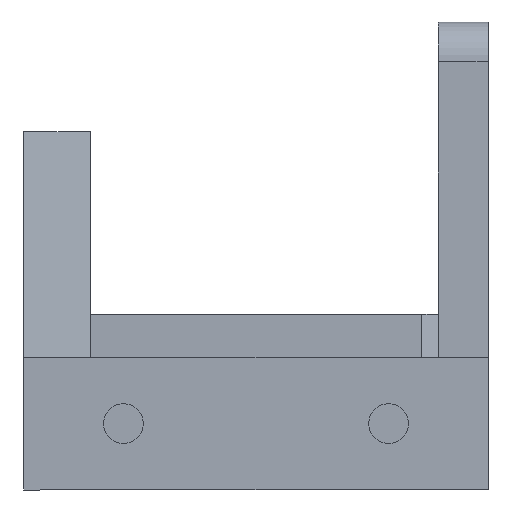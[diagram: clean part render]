
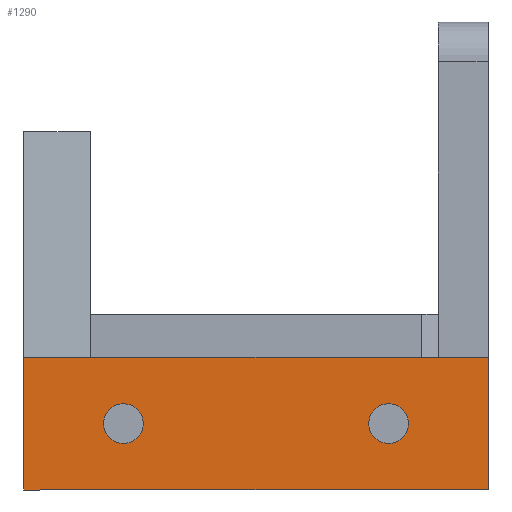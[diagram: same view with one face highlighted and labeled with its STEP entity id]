
A CAD part, left-side view. The second image highlights one B-rep face of the part: STEP entity #1290.
In plain terms, the highlighted planar face has unit normal (-1, 0, 0).
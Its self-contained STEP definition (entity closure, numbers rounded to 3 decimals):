
#44 = PLANE('',#45);
#45 = AXIS2_PLACEMENT_3D('',#46,#47,#48);
#46 = CARTESIAN_POINT('',(-65.,-35.,0.));
#47 = DIRECTION('',(0.,1.,0.));
#48 = DIRECTION('',(0.,0.,1.));
#72 = PLANE('',#73);
#73 = AXIS2_PLACEMENT_3D('',#74,#75,#76);
#74 = CARTESIAN_POINT('',(-30.,35.,20.));
#75 = DIRECTION('',(0.,0.,-1.));
#76 = DIRECTION('',(-1.,0.,0.));
#429 = VERTEX_POINT('',#430);
#430 = CARTESIAN_POINT('',(-65.,-35.,0.));
#444 = PLANE('',#445);
#445 = AXIS2_PLACEMENT_3D('',#446,#447,#448);
#446 = CARTESIAN_POINT('',(-65.,35.,0.));
#447 = DIRECTION('',(0.,0.,1.));
#448 = DIRECTION('',(1.,0.,0.));
#456 = EDGE_CURVE('',#457,#429,#459,.T.);
#457 = VERTEX_POINT('',#458);
#458 = CARTESIAN_POINT('',(-65.,-35.,20.));
#459 = SURFACE_CURVE('',#460,(#464,#471),.PCURVE_S1.);
#460 = LINE('',#461,#462);
#461 = CARTESIAN_POINT('',(-65.,-35.,20.));
#462 = VECTOR('',#463,1.);
#463 = DIRECTION('',(0.,0.,-1.));
#464 = PCURVE('',#44,#465);
#465 = DEFINITIONAL_REPRESENTATION('',(#466),#470);
#466 = LINE('',#467,#468);
#467 = CARTESIAN_POINT('',(20.,0.));
#468 = VECTOR('',#469,1.);
#469 = DIRECTION('',(-1.,0.));
#470 = ( GEOMETRIC_REPRESENTATION_CONTEXT(2) 
PARAMETRIC_REPRESENTATION_CONTEXT() REPRESENTATION_CONTEXT('2D SPACE',''
  ) );
#471 = PCURVE('',#472,#477);
#472 = PLANE('',#473);
#473 = AXIS2_PLACEMENT_3D('',#474,#475,#476);
#474 = CARTESIAN_POINT('',(-65.,35.,20.));
#475 = DIRECTION('',(1.,0.,0.));
#476 = DIRECTION('',(0.,0.,-1.));
#477 = DEFINITIONAL_REPRESENTATION('',(#478),#482);
#478 = LINE('',#479,#480);
#479 = CARTESIAN_POINT('',(0.,-70.));
#480 = VECTOR('',#481,1.);
#481 = DIRECTION('',(1.,0.));
#482 = ( GEOMETRIC_REPRESENTATION_CONTEXT(2) 
PARAMETRIC_REPRESENTATION_CONTEXT() REPRESENTATION_CONTEXT('2D SPACE',''
  ) );
#819 = EDGE_CURVE('',#820,#457,#822,.T.);
#820 = VERTEX_POINT('',#821);
#821 = CARTESIAN_POINT('',(-65.,35.,20.));
#822 = SURFACE_CURVE('',#823,(#827,#834),.PCURVE_S1.);
#823 = LINE('',#824,#825);
#824 = CARTESIAN_POINT('',(-65.,35.,20.));
#825 = VECTOR('',#826,1.);
#826 = DIRECTION('',(0.,-1.,0.));
#827 = PCURVE('',#72,#828);
#828 = DEFINITIONAL_REPRESENTATION('',(#829),#833);
#829 = LINE('',#830,#831);
#830 = CARTESIAN_POINT('',(35.,0.));
#831 = VECTOR('',#832,1.);
#832 = DIRECTION('',(0.,-1.));
#833 = ( GEOMETRIC_REPRESENTATION_CONTEXT(2) 
PARAMETRIC_REPRESENTATION_CONTEXT() REPRESENTATION_CONTEXT('2D SPACE',''
  ) );
#834 = PCURVE('',#472,#835);
#835 = DEFINITIONAL_REPRESENTATION('',(#836),#840);
#836 = LINE('',#837,#838);
#837 = CARTESIAN_POINT('',(0.,0.));
#838 = VECTOR('',#839,1.);
#839 = DIRECTION('',(0.,-1.));
#840 = ( GEOMETRIC_REPRESENTATION_CONTEXT(2) 
PARAMETRIC_REPRESENTATION_CONTEXT() REPRESENTATION_CONTEXT('2D SPACE',''
  ) );
#858 = PLANE('',#859);
#859 = AXIS2_PLACEMENT_3D('',#860,#861,#862);
#860 = CARTESIAN_POINT('',(-65.,35.,0.));
#861 = DIRECTION('',(0.,1.,0.));
#862 = DIRECTION('',(0.,0.,1.));
#1290 = ADVANCED_FACE('',(#1291,#1322,#1353),#472,.F.);
#1291 = FACE_BOUND('',#1292,.F.);
#1292 = EDGE_LOOP('',(#1293));
#1293 = ORIENTED_EDGE('',*,*,#1294,.F.);
#1294 = EDGE_CURVE('',#1295,#1295,#1297,.T.);
#1295 = VERTEX_POINT('',#1296);
#1296 = CARTESIAN_POINT('',(-65.,-20.,13.));
#1297 = SURFACE_CURVE('',#1298,(#1303,#1310),.PCURVE_S1.);
#1298 = CIRCLE('',#1299,3.);
#1299 = AXIS2_PLACEMENT_3D('',#1300,#1301,#1302);
#1300 = CARTESIAN_POINT('',(-65.,-20.,10.));
#1301 = DIRECTION('',(1.,0.,0.));
#1302 = DIRECTION('',(0.,0.,1.));
#1303 = PCURVE('',#472,#1304);
#1304 = DEFINITIONAL_REPRESENTATION('',(#1305),#1309);
#1305 = CIRCLE('',#1306,3.);
#1306 = AXIS2_PLACEMENT_2D('',#1307,#1308);
#1307 = CARTESIAN_POINT('',(10.,-55.));
#1308 = DIRECTION('',(-1.,0.));
#1309 = ( GEOMETRIC_REPRESENTATION_CONTEXT(2) 
PARAMETRIC_REPRESENTATION_CONTEXT() REPRESENTATION_CONTEXT('2D SPACE',''
  ) );
#1310 = PCURVE('',#1311,#1316);
#1311 = CYLINDRICAL_SURFACE('',#1312,3.);
#1312 = AXIS2_PLACEMENT_3D('',#1313,#1314,#1315);
#1313 = CARTESIAN_POINT('',(-65.,-20.,10.));
#1314 = DIRECTION('',(-1.,0.,0.));
#1315 = DIRECTION('',(0.,0.,1.));
#1316 = DEFINITIONAL_REPRESENTATION('',(#1317),#1321);
#1317 = LINE('',#1318,#1319);
#1318 = CARTESIAN_POINT('',(-0.,0.));
#1319 = VECTOR('',#1320,1.);
#1320 = DIRECTION('',(-1.,0.));
#1321 = ( GEOMETRIC_REPRESENTATION_CONTEXT(2) 
PARAMETRIC_REPRESENTATION_CONTEXT() REPRESENTATION_CONTEXT('2D SPACE',''
  ) );
#1322 = FACE_BOUND('',#1323,.F.);
#1323 = EDGE_LOOP('',(#1324));
#1324 = ORIENTED_EDGE('',*,*,#1325,.F.);
#1325 = EDGE_CURVE('',#1326,#1326,#1328,.T.);
#1326 = VERTEX_POINT('',#1327);
#1327 = CARTESIAN_POINT('',(-65.,20.,13.));
#1328 = SURFACE_CURVE('',#1329,(#1334,#1341),.PCURVE_S1.);
#1329 = CIRCLE('',#1330,3.);
#1330 = AXIS2_PLACEMENT_3D('',#1331,#1332,#1333);
#1331 = CARTESIAN_POINT('',(-65.,20.,10.));
#1332 = DIRECTION('',(1.,0.,0.));
#1333 = DIRECTION('',(0.,0.,1.));
#1334 = PCURVE('',#472,#1335);
#1335 = DEFINITIONAL_REPRESENTATION('',(#1336),#1340);
#1336 = CIRCLE('',#1337,3.);
#1337 = AXIS2_PLACEMENT_2D('',#1338,#1339);
#1338 = CARTESIAN_POINT('',(10.,-15.));
#1339 = DIRECTION('',(-1.,0.));
#1340 = ( GEOMETRIC_REPRESENTATION_CONTEXT(2) 
PARAMETRIC_REPRESENTATION_CONTEXT() REPRESENTATION_CONTEXT('2D SPACE',''
  ) );
#1341 = PCURVE('',#1342,#1347);
#1342 = CYLINDRICAL_SURFACE('',#1343,3.);
#1343 = AXIS2_PLACEMENT_3D('',#1344,#1345,#1346);
#1344 = CARTESIAN_POINT('',(-65.,20.,10.));
#1345 = DIRECTION('',(-1.,0.,0.));
#1346 = DIRECTION('',(0.,0.,1.));
#1347 = DEFINITIONAL_REPRESENTATION('',(#1348),#1352);
#1348 = LINE('',#1349,#1350);
#1349 = CARTESIAN_POINT('',(-0.,0.));
#1350 = VECTOR('',#1351,1.);
#1351 = DIRECTION('',(-1.,0.));
#1352 = ( GEOMETRIC_REPRESENTATION_CONTEXT(2) 
PARAMETRIC_REPRESENTATION_CONTEXT() REPRESENTATION_CONTEXT('2D SPACE',''
  ) );
#1353 = FACE_BOUND('',#1354,.F.);
#1354 = EDGE_LOOP('',(#1355,#1356,#1357,#1380));
#1355 = ORIENTED_EDGE('',*,*,#819,.T.);
#1356 = ORIENTED_EDGE('',*,*,#456,.T.);
#1357 = ORIENTED_EDGE('',*,*,#1358,.F.);
#1358 = EDGE_CURVE('',#1359,#429,#1361,.T.);
#1359 = VERTEX_POINT('',#1360);
#1360 = CARTESIAN_POINT('',(-65.,35.,0.));
#1361 = SURFACE_CURVE('',#1362,(#1366,#1373),.PCURVE_S1.);
#1362 = LINE('',#1363,#1364);
#1363 = CARTESIAN_POINT('',(-65.,35.,0.));
#1364 = VECTOR('',#1365,1.);
#1365 = DIRECTION('',(0.,-1.,0.));
#1366 = PCURVE('',#472,#1367);
#1367 = DEFINITIONAL_REPRESENTATION('',(#1368),#1372);
#1368 = LINE('',#1369,#1370);
#1369 = CARTESIAN_POINT('',(20.,0.));
#1370 = VECTOR('',#1371,1.);
#1371 = DIRECTION('',(0.,-1.));
#1372 = ( GEOMETRIC_REPRESENTATION_CONTEXT(2) 
PARAMETRIC_REPRESENTATION_CONTEXT() REPRESENTATION_CONTEXT('2D SPACE',''
  ) );
#1373 = PCURVE('',#444,#1374);
#1374 = DEFINITIONAL_REPRESENTATION('',(#1375),#1379);
#1375 = LINE('',#1376,#1377);
#1376 = CARTESIAN_POINT('',(0.,0.));
#1377 = VECTOR('',#1378,1.);
#1378 = DIRECTION('',(0.,-1.));
#1379 = ( GEOMETRIC_REPRESENTATION_CONTEXT(2) 
PARAMETRIC_REPRESENTATION_CONTEXT() REPRESENTATION_CONTEXT('2D SPACE',''
  ) );
#1380 = ORIENTED_EDGE('',*,*,#1381,.F.);
#1381 = EDGE_CURVE('',#820,#1359,#1382,.T.);
#1382 = SURFACE_CURVE('',#1383,(#1387,#1394),.PCURVE_S1.);
#1383 = LINE('',#1384,#1385);
#1384 = CARTESIAN_POINT('',(-65.,35.,20.));
#1385 = VECTOR('',#1386,1.);
#1386 = DIRECTION('',(0.,0.,-1.));
#1387 = PCURVE('',#472,#1388);
#1388 = DEFINITIONAL_REPRESENTATION('',(#1389),#1393);
#1389 = LINE('',#1390,#1391);
#1390 = CARTESIAN_POINT('',(0.,0.));
#1391 = VECTOR('',#1392,1.);
#1392 = DIRECTION('',(1.,0.));
#1393 = ( GEOMETRIC_REPRESENTATION_CONTEXT(2) 
PARAMETRIC_REPRESENTATION_CONTEXT() REPRESENTATION_CONTEXT('2D SPACE',''
  ) );
#1394 = PCURVE('',#858,#1395);
#1395 = DEFINITIONAL_REPRESENTATION('',(#1396),#1400);
#1396 = LINE('',#1397,#1398);
#1397 = CARTESIAN_POINT('',(20.,0.));
#1398 = VECTOR('',#1399,1.);
#1399 = DIRECTION('',(-1.,0.));
#1400 = ( GEOMETRIC_REPRESENTATION_CONTEXT(2) 
PARAMETRIC_REPRESENTATION_CONTEXT() REPRESENTATION_CONTEXT('2D SPACE',''
  ) );
